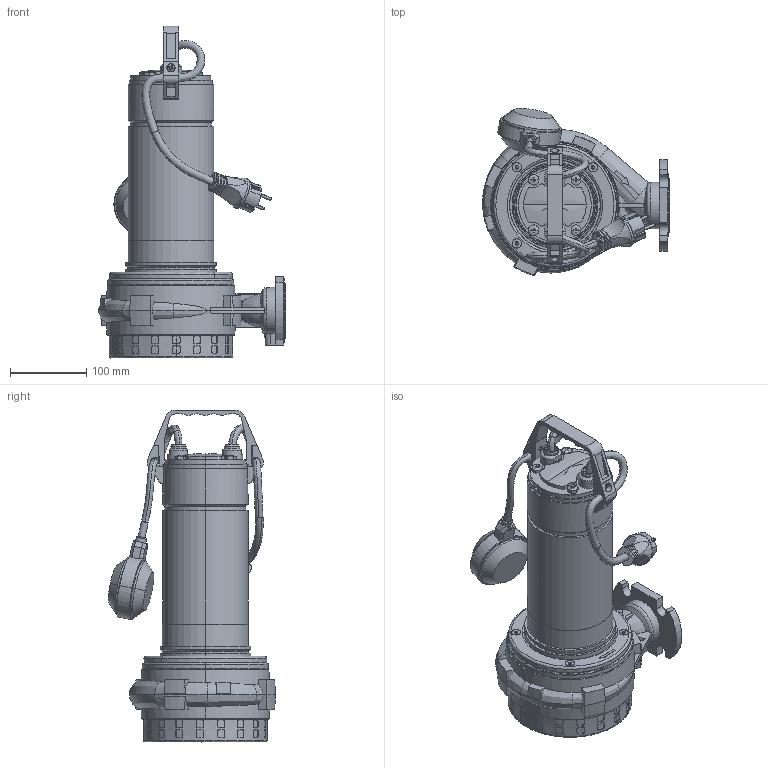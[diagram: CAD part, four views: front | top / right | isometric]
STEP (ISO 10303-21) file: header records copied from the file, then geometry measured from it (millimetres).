
FILE_DESCRIPTION (( 'STEP AP203' ), '1' );
FILE_NAME ('4_93_581_06_REV00.step', '2023-06-20T14:52:43', ( '' ), ( '' ), 'SwSTEP 2.0', 'SolidWorks 2020', '' );
FILE_SCHEMA (( 'CONFIG_CONTROL_DESIGN' ));
Length unit declared in the file: millimetre
Products named in the file (16): Copia di MAC3_small 2C+T_GM10_467264_1^4_93_581_06_REV00; Copia di 3_65_404_semplificato^4_93_581_06_REV00; Copia di 3_92_152-11_5_semplificato^4_93_581_06_REV00; Copia di 4_92_127-L22_semplificato^4_93_581_06_REV00; Copia di 4_93_581_06_REV00^4_93_581_06_REV00; Copia di 3_92_151_semplificato^4_93_581_06_REV00; Copia di M6x35_UNI_5933^4_93_581_06_REV00; 4_93_581_06_REV00; Copia di 3_92_128_semplificato_fori2^4_93_581_06_REV00; Copia di 3_65_405_semplificato^4_93_581_06_REV00; Copia di 3_65_417_semplificato^4_93_581_06_REV00; Copia di Spina CEE 7-7 schuko^4_93_581_06_REV00; Copia di 4_92_125_semplificato^4_93_581_06_REV00; Copia di 3_92_153_L265_semplificato^4_93_581_06_REV00; Copia di Vite_TCB_M5x201^4_93_581_06_REV00; Copia di 1_65_107_REV00_semplificato^4_93_581_06_REV00
Assembly tree (27 placements, depth 2):
  4_93_581_06_REV00
    Copia di 4_93_581_06_REV00^4_93_581_06_REV00
    Copia di 3_65_417_semplificato^4_93_581_06_REV00
    Copia di 3_65_405_semplificato^4_93_581_06_REV00
    Copia di 3_92_153_L265_semplificato^4_93_581_06_REV00
    Copia di M6x35_UNI_5933^4_93_581_06_REV00  x4
    Copia di 3_92_128_semplificato_fori2^4_93_581_06_REV00
    Copia di 4_92_125_semplificato^4_93_581_06_REV00  x4
    Copia di 4_92_127-L22_semplificato^4_93_581_06_REV00  x2
    Copia di 3_92_151_semplificato^4_93_581_06_REV00
    Copia di 3_92_152-11_5_semplificato^4_93_581_06_REV00  x2
    Copia di Spina CEE 7-7 schuko^4_93_581_06_REV00
    Copia di MAC3_small 2C+T_GM10_467264_1^4_93_581_06_REV00
    Copia di Vite_TCB_M5x201^4_93_581_06_REV00  x5
    Copia di 1_65_107_REV00_semplificato^4_93_581_06_REV00
    Copia di 3_65_404_semplificato^4_93_581_06_REV00
Bounding box: 244.75 x 218.99 x 435.2 mm (x, y, z)
Volume: 5585613.3 mm3; surface area: 513565.7 mm2
Topology: 33 solids, 33 shells, 1602 faces, 4182 edges, 2716 vertices
Faces by surface type: plane 804, cylinder 507, bspline 291
Entity records: 93225 total; most frequent: CARTESIAN_POINT 61714, ORIENTED_EDGE 6698, DIRECTION 5185, EDGE_CURVE 3349, VERTEX_POINT 2195, AXIS2_PLACEMENT_3D 1793, LINE 1599, VECTOR 1599
